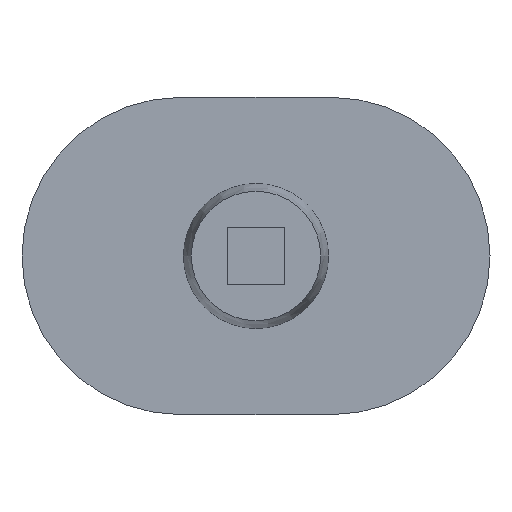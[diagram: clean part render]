
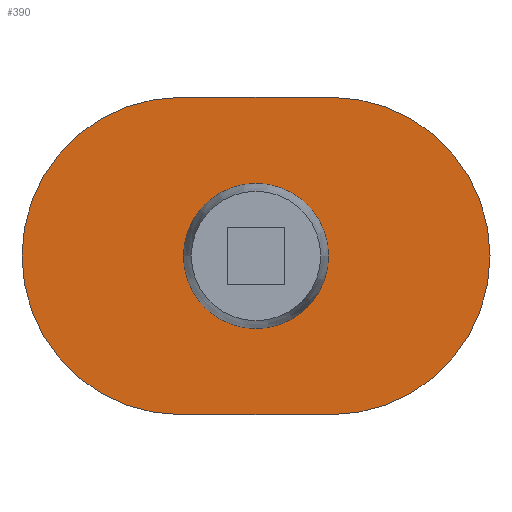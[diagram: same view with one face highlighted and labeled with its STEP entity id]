
A CAD part, front view. The second image highlights one B-rep face of the part: STEP entity #390.
In plain terms, the highlighted planar face has unit normal (0, -1, 0).
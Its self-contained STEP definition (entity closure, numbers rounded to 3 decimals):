
#29=FACE_BOUND('',#78,.T.);
#32=CIRCLE('',#418,7.187);
#33=CIRCLE('',#419,7.187);
#34=CIRCLE('',#420,3.287);
#52=FACE_OUTER_BOUND('',#77,.T.);
#77=EDGE_LOOP('',(#266,#267,#268,#269));
#78=EDGE_LOOP('',(#270));
#108=LINE('',#593,#141);
#109=LINE('',#597,#142);
#141=VECTOR('',#469,10.);
#142=VECTOR('',#472,10.);
#174=VERTEX_POINT('',#591);
#175=VERTEX_POINT('',#592);
#176=VERTEX_POINT('',#594);
#177=VERTEX_POINT('',#596);
#178=VERTEX_POINT('',#599);
#210=EDGE_CURVE('',#174,#175,#108,.T.);
#211=EDGE_CURVE('',#175,#176,#32,.T.);
#212=EDGE_CURVE('',#176,#177,#109,.T.);
#213=EDGE_CURVE('',#177,#174,#33,.T.);
#214=EDGE_CURVE('',#178,#178,#34,.T.);
#266=ORIENTED_EDGE('',*,*,#210,.T.);
#267=ORIENTED_EDGE('',*,*,#211,.T.);
#268=ORIENTED_EDGE('',*,*,#212,.T.);
#269=ORIENTED_EDGE('',*,*,#213,.T.);
#270=ORIENTED_EDGE('',*,*,#214,.T.);
#375=PLANE('',#417);
#390=ADVANCED_FACE('',(#52,#29),#375,.T.);
#417=AXIS2_PLACEMENT_3D('',#590,#467,#468);
#418=AXIS2_PLACEMENT_3D('',#595,#470,#471);
#419=AXIS2_PLACEMENT_3D('',#598,#473,#474);
#420=AXIS2_PLACEMENT_3D('',#600,#475,#476);
#467=DIRECTION('center_axis',(0.,-1.,0.));
#468=DIRECTION('ref_axis',(1.,0.,0.));
#469=DIRECTION('',(1.,0.,0.));
#470=DIRECTION('center_axis',(0.,-1.,0.));
#471=DIRECTION('ref_axis',(0.,0.,-1.));
#472=DIRECTION('',(-1.,0.,0.));
#473=DIRECTION('center_axis',(0.,-1.,0.));
#474=DIRECTION('ref_axis',(0.,0.,1.));
#475=DIRECTION('center_axis',(0.,1.,0.));
#476=DIRECTION('ref_axis',(-1.,0.,0.));
#590=CARTESIAN_POINT('Origin',(-1.25,60.2,-0.173));
#591=CARTESIAN_POINT('',(-4.663,60.2,-7.361));
#592=CARTESIAN_POINT('',(2.163,60.2,-7.361));
#593=CARTESIAN_POINT('',(-4.663,60.2,-7.361));
#594=CARTESIAN_POINT('',(2.163,60.2,7.014));
#595=CARTESIAN_POINT('Origin',(2.163,60.2,-0.173));
#596=CARTESIAN_POINT('',(-4.663,60.2,7.014));
#597=CARTESIAN_POINT('',(2.163,60.2,7.014));
#598=CARTESIAN_POINT('Origin',(-4.663,60.2,-0.173));
#599=CARTESIAN_POINT('',(2.037,60.2,-0.173));
#600=CARTESIAN_POINT('Origin',(-1.25,60.2,-0.173));
